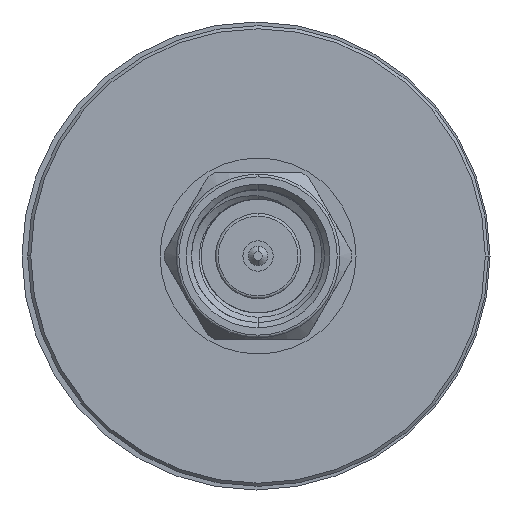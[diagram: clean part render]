
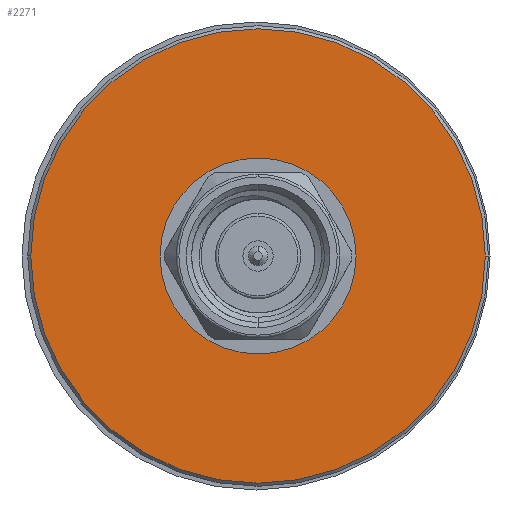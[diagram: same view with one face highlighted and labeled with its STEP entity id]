
A CAD part, left-side view. The second image highlights one B-rep face of the part: STEP entity #2271.
In plain terms, the highlighted face is planar.
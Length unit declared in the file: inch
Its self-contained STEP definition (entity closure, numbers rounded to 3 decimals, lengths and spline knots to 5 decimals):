
#772 = VERTEX_POINT ( 'NONE', #13140 ) ;
#1113 = DIRECTION ( 'NONE',  ( 0., 1., 0. ) ) ;
#2200 = VERTEX_POINT ( 'NONE', #2640 ) ;
#2258 = EDGE_CURVE ( 'NONE', #11312, #5928, #11364, .T. ) ;
#2271 = ADVANCED_FACE ( 'NONE', ( #4023, #14057 ), #14541, .T. ) ;
#2309 = DIRECTION ( 'NONE',  ( 1., 0., 0. ) ) ;
#2640 = CARTESIAN_POINT ( 'NONE',  ( 0.39579, -0.42332, 0. ) ) ;
#3782 = EDGE_LOOP ( 'NONE', ( #12070, #10806 ) ) ;
#3806 = DIRECTION ( 'NONE',  ( 1., 0., 0. ) ) ;
#4014 = DIRECTION ( 'NONE',  ( 0., 1., 0. ) ) ;
#4023 = FACE_OUTER_BOUND ( 'NONE', #3782, .T. ) ;
#4999 = DIRECTION ( 'NONE',  ( 1., 0., 0. ) ) ;
#5921 = ORIENTED_EDGE ( 'NONE', *, *, #2258, .F. ) ;
#5928 = VERTEX_POINT ( 'NONE', #9103 ) ;
#6157 = EDGE_CURVE ( 'NONE', #772, #2200, #6291, .T. ) ;
#6192 = CARTESIAN_POINT ( 'NONE',  ( 0.39579, 0.00385, 0. ) ) ;
#6291 = CIRCLE ( 'NONE', #10076, 0.42717 ) ;
#6571 = EDGE_CURVE ( 'NONE', #5928, #11312, #11609, .T. ) ;
#7339 = CARTESIAN_POINT ( 'NONE',  ( 0.39579, -0.18033, 0. ) ) ;
#8300 = EDGE_CURVE ( 'NONE', #2200, #772, #11372, .T. ) ;
#8514 = AXIS2_PLACEMENT_3D ( 'NONE', #6192, #3806, #12302 ) ;
#8572 = AXIS2_PLACEMENT_3D ( 'NONE', #13246, #2309, #15681 ) ;
#9103 = CARTESIAN_POINT ( 'NONE',  ( 0.39579, 0.18803, 0. ) ) ;
#9325 = ORIENTED_EDGE ( 'NONE', *, *, #6571, .F. ) ;
#9605 = DIRECTION ( 'NONE',  ( 1., 0., 0. ) ) ;
#9772 = AXIS2_PLACEMENT_3D ( 'NONE', #14941, #10002, #4014 ) ;
#10002 = DIRECTION ( 'NONE',  ( 1., 0., 0. ) ) ;
#10076 = AXIS2_PLACEMENT_3D ( 'NONE', #12046, #9605, #1113 ) ;
#10806 = ORIENTED_EDGE ( 'NONE', *, *, #6157, .T. ) ;
#11135 = AXIS2_PLACEMENT_3D ( 'NONE', #12248, #4999, #12201 ) ;
#11312 = VERTEX_POINT ( 'NONE', #7339 ) ;
#11364 = CIRCLE ( 'NONE', #8514, 0.18418 ) ;
#11372 = CIRCLE ( 'NONE', #8572, 0.42717 ) ;
#11609 = CIRCLE ( 'NONE', #9772, 0.18418 ) ;
#12046 = CARTESIAN_POINT ( 'NONE',  ( 0.39579, 0.00385, 0. ) ) ;
#12070 = ORIENTED_EDGE ( 'NONE', *, *, #8300, .T. ) ;
#12201 = DIRECTION ( 'NONE',  ( 0., 1., 0. ) ) ;
#12248 = CARTESIAN_POINT ( 'NONE',  ( 0.39579, 0.43102, 0. ) ) ;
#12302 = DIRECTION ( 'NONE',  ( 0., 1., 0. ) ) ;
#13140 = CARTESIAN_POINT ( 'NONE',  ( 0.39579, 0.43102, 0. ) ) ;
#13246 = CARTESIAN_POINT ( 'NONE',  ( 0.39579, 0.00385, 0. ) ) ;
#14057 = FACE_BOUND ( 'NONE', #14091, .T. ) ;
#14091 = EDGE_LOOP ( 'NONE', ( #9325, #5921 ) ) ;
#14541 = PLANE ( 'NONE',  #11135 ) ;
#14941 = CARTESIAN_POINT ( 'NONE',  ( 0.39579, 0.00385, 0. ) ) ;
#15681 = DIRECTION ( 'NONE',  ( 0., 1., 0. ) ) ;
